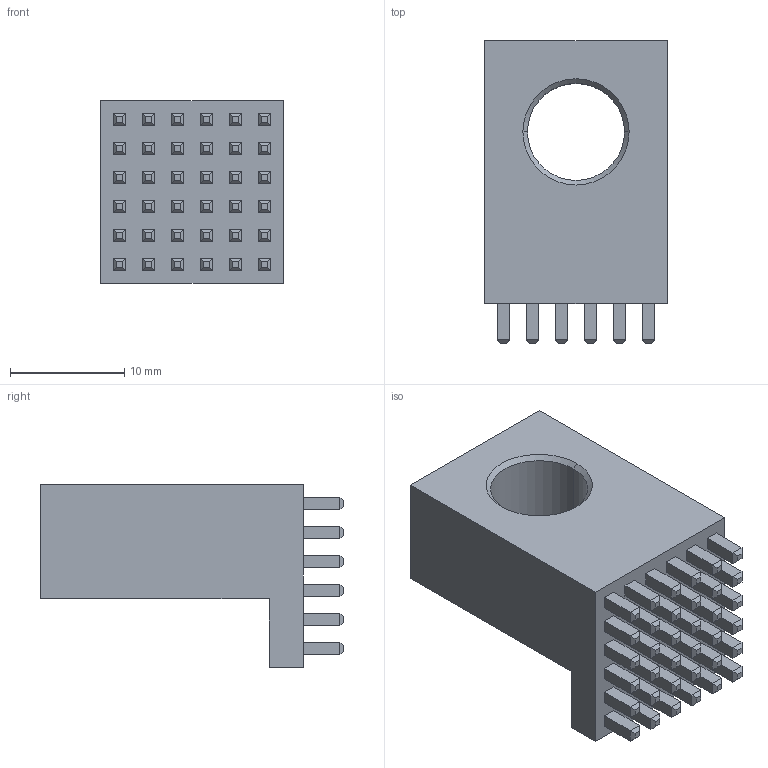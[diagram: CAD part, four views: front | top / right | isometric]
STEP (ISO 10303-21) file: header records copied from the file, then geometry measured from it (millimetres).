
FILE_DESCRIPTION (( 'STEP AP203' ), '1' );
FILE_NAME ('LF993110-A01.STEP', '2021-09-10T07:22:07', ( '' ), ( '' ), 'SwSTEP 2.0', 'SolidWorks 2018', '' );
FILE_SCHEMA (( 'CONFIG_CONTROL_DESIGN' ));
Length unit declared in the file: millimetre
Products named in the file (1): LF993110-A01
Bounding box: 16 x 26.5 x 16 mm (x, y, z)
Volume: 3550.7 mm3; surface area: 2422.7 mm2
Topology: 1 solids, 1 shells, 365 faces, 827 edges, 502 vertices
Faces by surface type: plane 359, cone 4, cylinder 2
Entity records: 9886 total; most frequent: CARTESIAN_POINT 1695, ORIENTED_EDGE 1654, DIRECTION 1567, EDGE_CURVE 827, LINE 819, VECTOR 819, VERTEX_POINT 502, EDGE_LOOP 405
